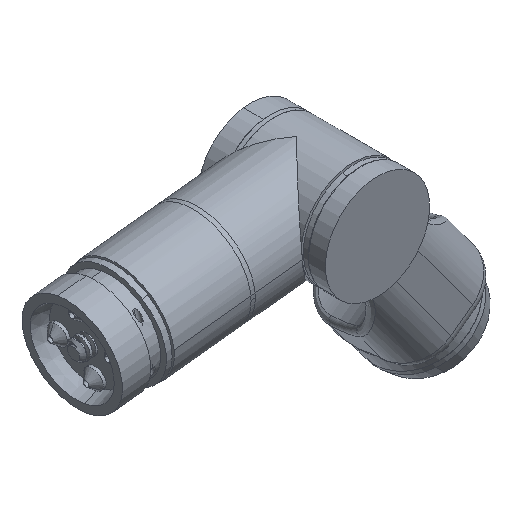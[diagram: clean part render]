
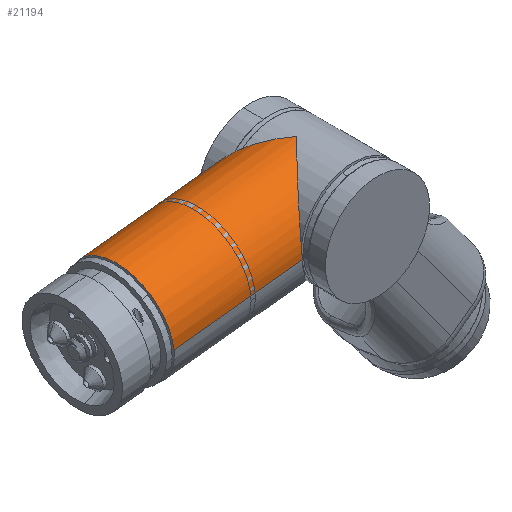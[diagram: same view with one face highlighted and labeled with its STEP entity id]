
A CAD part, isometric view. The second image highlights one B-rep face of the part: STEP entity #21194.
In plain terms, the highlighted cylindrical face has radius 36.5 mm (diameter 73 mm), a partial arc.
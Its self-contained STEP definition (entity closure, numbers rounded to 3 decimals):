
#142 = DIRECTION ( 'NONE',  ( 0., -1., 0. ) ) ;
#408 = CARTESIAN_POINT ( 'NONE',  ( 0., 120., 0. ) ) ;
#894 = VERTEX_POINT ( 'NONE', #3606 ) ;
#1220 = CARTESIAN_POINT ( 'NONE',  ( -36.5, 21.381, 21.381 ) ) ;
#2085 = CARTESIAN_POINT ( 'NONE',  ( 0., 120., -36.5 ) ) ;
#2415 = DIRECTION ( 'NONE',  ( 0., 0., -1. ) ) ;
#3075 = EDGE_CURVE ( 'NONE', #894, #14128, #9759, .T. ) ;
#3606 = CARTESIAN_POINT ( 'NONE',  ( 0., 127., 36.5 ) ) ;
#4391 = VECTOR ( 'NONE', #142, 1000. ) ;
#4668 = CARTESIAN_POINT ( 'NONE',  ( 0., 36.5, -36.5 ) ) ;
#5295 = VERTEX_POINT ( 'NONE', #24591 ) ;
#5865 = ORIENTED_EDGE ( 'NONE', *, *, #17667, .F. ) ;
#6364 = CIRCLE ( 'NONE', #12757, 36.5 ) ;
#7339 = CARTESIAN_POINT ( 'NONE',  ( -21.381, 36.5, 36.5 ) ) ;
#8130 = VECTOR ( 'NONE', #20279, 1000. ) ;
#8370 =( BOUNDED_CURVE ( )  B_SPLINE_CURVE ( 3, ( #23338, #1220, #7339, #21427 ),
 .UNSPECIFIED., .F., .F. ) 
 B_SPLINE_CURVE_WITH_KNOTS ( ( 4, 4 ),
 ( 1.571, 3.142 ),
 .UNSPECIFIED. ) 
 CURVE ( )  GEOMETRIC_REPRESENTATION_ITEM ( )  RATIONAL_B_SPLINE_CURVE ( ( 1., 0.805, 0.805, 1. ) ) 
 REPRESENTATION_ITEM ( '' )  );
#8728 = CARTESIAN_POINT ( 'NONE',  ( -36.5, 0., 0. ) ) ;
#9626 = CARTESIAN_POINT ( 'NONE',  ( 0., 127., -36.5 ) ) ;
#9759 = LINE ( 'NONE', #22257, #4391 ) ;
#11114 = CARTESIAN_POINT ( 'NONE',  ( 0., 127., 0. ) ) ;
#12757 = AXIS2_PLACEMENT_3D ( 'NONE', #11114, #25176, #13098 ) ;
#12869 = EDGE_CURVE ( 'NONE', #23914, #5295, #13406, .T. ) ;
#13098 = DIRECTION ( 'NONE',  ( 0., 0., 1. ) ) ;
#13406 = LINE ( 'NONE', #2085, #8130 ) ;
#14128 = VERTEX_POINT ( 'NONE', #20567 ) ;
#14390 = DIRECTION ( 'NONE',  ( 0., -1., 0. ) ) ;
#16781 = ORIENTED_EDGE ( 'NONE', *, *, #22422, .T. ) ;
#17667 = EDGE_CURVE ( 'NONE', #23914, #894, #6364, .T. ) ;
#17989 = ORIENTED_EDGE ( 'NONE', *, *, #3075, .F. ) ;
#18766 = CARTESIAN_POINT ( 'NONE',  ( -21.381, 36.5, -36.5 ) ) ;
#19522 = CARTESIAN_POINT ( 'NONE',  ( -36.5, 0., 0. ) ) ;
#19568 = AXIS2_PLACEMENT_3D ( 'NONE', #408, #14390, #2415 ) ;
#19652 =( BOUNDED_CURVE ( )  B_SPLINE_CURVE ( 3, ( #4668, #18766, #20802, #8728 ),
 .UNSPECIFIED., .F., .F. ) 
 B_SPLINE_CURVE_WITH_KNOTS ( ( 4, 4 ),
 ( 3.142, 4.712 ),
 .UNSPECIFIED. ) 
 CURVE ( )  GEOMETRIC_REPRESENTATION_ITEM ( )  RATIONAL_B_SPLINE_CURVE ( ( 1., 0.805, 0.805, 1. ) ) 
 REPRESENTATION_ITEM ( '' )  );
#19736 = ORIENTED_EDGE ( 'NONE', *, *, #23799, .T. ) ;
#20090 = CYLINDRICAL_SURFACE ( 'NONE', #19568, 36.5 ) ;
#20103 = VERTEX_POINT ( 'NONE', #19522 ) ;
#20279 = DIRECTION ( 'NONE',  ( 0., -1., 0. ) ) ;
#20567 = CARTESIAN_POINT ( 'NONE',  ( 0., 36.5, 36.5 ) ) ;
#20727 = FACE_OUTER_BOUND ( 'NONE', #21433, .T. ) ;
#20802 = CARTESIAN_POINT ( 'NONE',  ( -36.5, 21.381, -21.381 ) ) ;
#21194 = ADVANCED_FACE ( 'NONE', ( #20727 ), #20090, .T. ) ;
#21427 = CARTESIAN_POINT ( 'NONE',  ( 0., 36.5, 36.5 ) ) ;
#21433 = EDGE_LOOP ( 'NONE', ( #17989, #5865, #24230, #16781, #19736 ) ) ;
#22257 = CARTESIAN_POINT ( 'NONE',  ( 0., 120., 36.5 ) ) ;
#22422 = EDGE_CURVE ( 'NONE', #5295, #20103, #19652, .T. ) ;
#23338 = CARTESIAN_POINT ( 'NONE',  ( -36.5, 0., 0. ) ) ;
#23799 = EDGE_CURVE ( 'NONE', #20103, #14128, #8370, .T. ) ;
#23914 = VERTEX_POINT ( 'NONE', #9626 ) ;
#24230 = ORIENTED_EDGE ( 'NONE', *, *, #12869, .T. ) ;
#24591 = CARTESIAN_POINT ( 'NONE',  ( 0., 36.5, -36.5 ) ) ;
#25176 = DIRECTION ( 'NONE',  ( 0., 1., 0. ) ) ;
